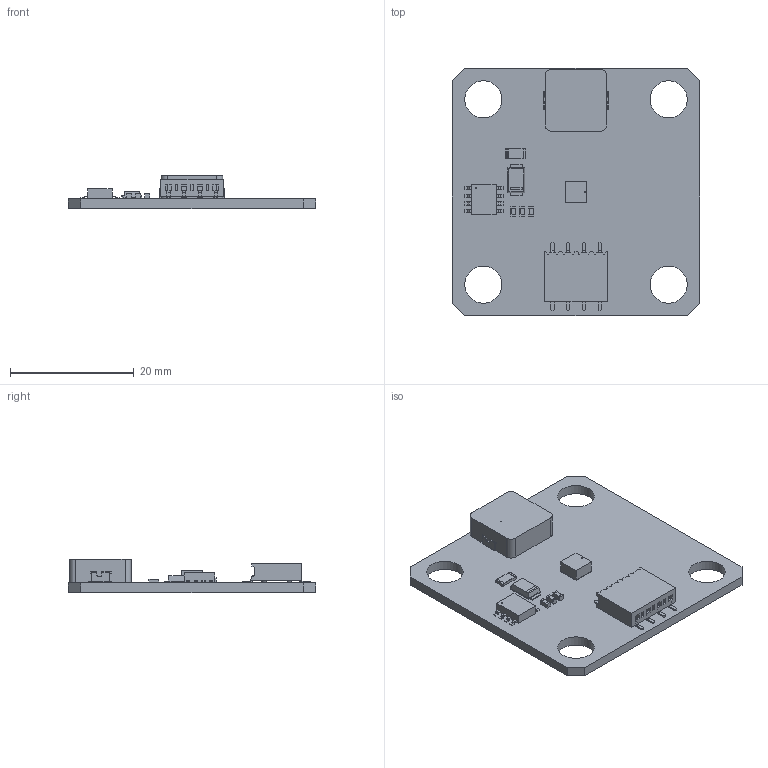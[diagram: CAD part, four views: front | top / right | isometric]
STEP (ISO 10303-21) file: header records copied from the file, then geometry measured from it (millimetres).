
FILE_DESCRIPTION(('KiCad electronic assembly'),'2;1');
FILE_NAME('Thorlabs 30 mm Cage Plate LED MCPCB.step', '2023-11-02T22:25:39',('Pcbnew'),('Kicad'), 'Open CASCADE STEP processor 7.5','KiCad to STEP converter','Unknown' );
FILE_SCHEMA(('AUTOMOTIVE_DESIGN { 1 0 10303 214 1 1 1 1 }'));
Length unit declared in the file: millimetre
Products named in the file (16): Thorlabs 30 mm Cage Plate LED MCPCB 1; R_1206_3216Metric; SOLID; SSM-104-L-SH; COMPOUND; C_0603_1608Metric; LED_SST-20-WxS-A120_LMD; SO-8EP_3P9X4P95_DIO; SRP 1038A series; CFP5_SOD128_NEX; _autosave-Thorlabs 30 mm Cage Plate LED MCPCB PCB
Assembly tree (17 placements, depth 3):
  Thorlabs 30 mm Cage Plate LED MCPCB 1
    R_1206_3216Metric
      SOLID
    SSM-104-L-SH
      COMPOUND
    C_0603_1608Metric  x3
      SOLID
    LED_SST-20-WxS-A120_LMD
      COMPOUND
    SO-8EP_3P9X4P95_DIO
      COMPOUND
    SRP 1038A series
      COMPOUND
    CFP5_SOD128_NEX
      COMPOUND
    _autosave-Thorlabs 30 mm Cage Plate LED MCPCB PCB
Bounding box: 40 x 40 x 5.4 mm (x, y, z)
Volume: 3056.4 mm3; surface area: 4703.5 mm2
Topology: 31 solids, 31 shells, 630 faces, 1672 edges, 1105 vertices
Faces by surface type: plane 469, cylinder 148, sphere 8, bspline 5
Full cylindrical faces by diameter (mm): 0.173 x1, 0.196 x1, 6 x4
Entity records: 40920 total; most frequent: CARTESIAN_POINT 8159, DIRECTION 5852, LINE 3964, VECTOR 3964, ORIENTED_EDGE 3024, PCURVE 3024, DEFINITIONAL_REPRESENTATION 3024, EDGE_CURVE 1512
